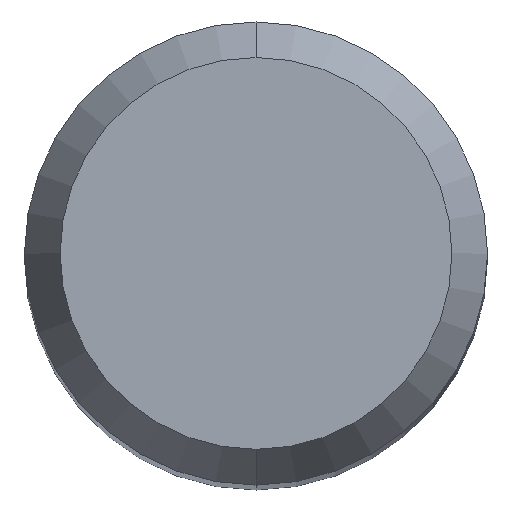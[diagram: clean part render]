
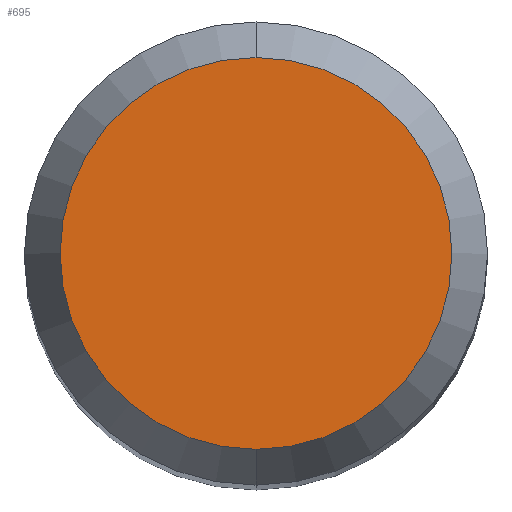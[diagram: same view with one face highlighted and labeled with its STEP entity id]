
A CAD part, top view. The second image highlights one B-rep face of the part: STEP entity #695.
In plain terms, the highlighted planar face has unit normal (0, 0, 1).
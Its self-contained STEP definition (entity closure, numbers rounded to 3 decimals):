
#517=EDGE_CURVE('',#677,#791,#1492,.T.);
#677=VERTEX_POINT('',#1666);
#695=ADVANCED_FACE('',(#1687),#1688,.T.);
#791=VERTEX_POINT('',#1794);
#1113=EDGE_CURVE('',#791,#677,#2148,.T.);
#1492=CIRCLE('',#2547,2.538);
#1666=CARTESIAN_POINT('',(0.,-2.538,0.0));
#1687=FACE_OUTER_BOUND('',#4076,.T.);
#1688=PLANE('',#4077);
#1794=CARTESIAN_POINT('',(0.0,2.538,0.0));
#2148=CIRCLE('',#9213,2.538);
#2547=AXIS2_PLACEMENT_3D('',#13157,#13158,#13159);
#4076=EDGE_LOOP('',(#13368,#13369));
#4077=AXIS2_PLACEMENT_3D('',#13370,#13371,#13372);
#9213=AXIS2_PLACEMENT_3D('',#13886,#13887,#13888);
#13157=CARTESIAN_POINT('',(0.0,0.0,0.0));
#13158=DIRECTION('',(0.0,0.0,-1.0));
#13159=DIRECTION('',(0.0,1.0,0.0));
#13368=ORIENTED_EDGE('',*,*,#1113,.F.);
#13369=ORIENTED_EDGE('',*,*,#517,.F.);
#13370=CARTESIAN_POINT('',(0.0,1.269,0.0));
#13371=DIRECTION('',(-0.0,0.0,1.0));
#13372=DIRECTION('',(0.0,-1.0,0.0));
#13886=CARTESIAN_POINT('',(0.0,0.0,0.0));
#13887=DIRECTION('',(0.0,0.0,-1.0));
#13888=DIRECTION('',(0.0,1.0,0.0));
